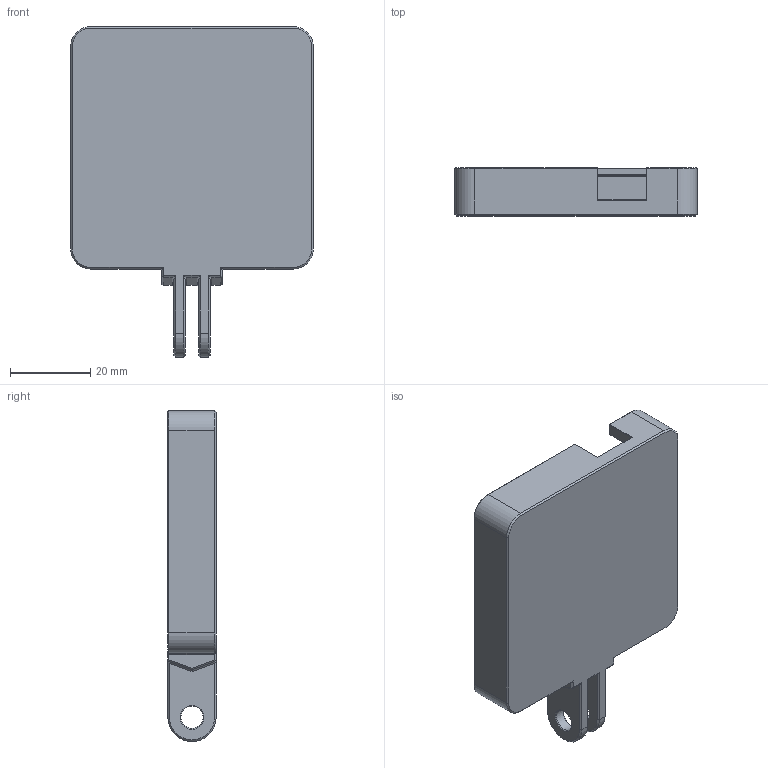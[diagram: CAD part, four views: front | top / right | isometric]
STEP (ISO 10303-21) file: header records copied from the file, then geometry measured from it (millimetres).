
FILE_DESCRIPTION(/* description */ (''),/* implementation_level */ '2;1');
FILE_NAME(/* name */ 'ESP32 RACEBOX SLIM BASE GOPRO.step',/* time_stamp */ '2026-01-12T13:04:11-05:00',/* author */ (''),/* organization */ (''),/* preprocessor_version */ 'ST-DEVELOPER v20.1',/* originating_system */ 'Autodesk Translation Framework v14.21.0.0',/* authorisation */ '');
FILE_SCHEMA (('AUTOMOTIVE_DESIGN { 1 0 10303 214 3 1 1 }'));
Length unit declared in the file: millimetre
Products named in the file (2): ESP Case Redesign; Base
Assembly tree (1 placements, depth 2):
  ESP Case Redesign
    Base
Bounding box: 60.3 x 12 x 82.3 mm (x, y, z)
Volume: 19092.1 mm3; surface area: 13650.6 mm2
Topology: 1 solids, 1 shells, 206 faces, 470 edges, 270 vertices
Faces by surface type: plane 144, cone 28, cylinder 27, bspline 4, torus 3
Full cylindrical faces by diameter (mm): 2.8 x2, 5.5 x2
Entity records: 5755 total; most frequent: CARTESIAN_POINT 1097, DIRECTION 957, ORIENTED_EDGE 932, EDGE_CURVE 466, LINE 377, VECTOR 377, AXIS2_PLACEMENT_3D 290, VERTEX_POINT 270
